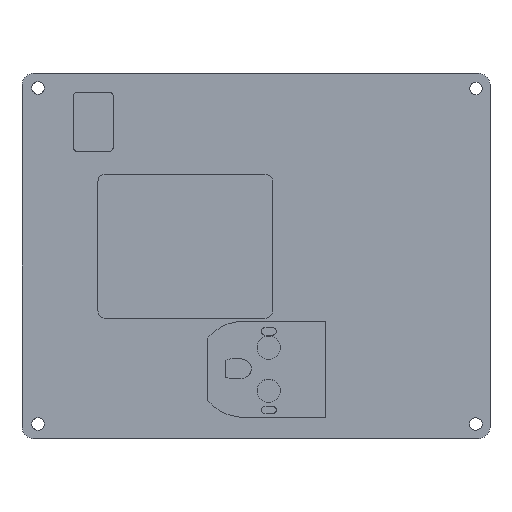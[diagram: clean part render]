
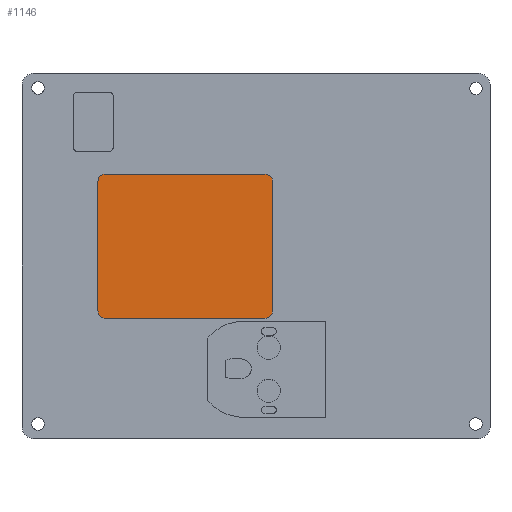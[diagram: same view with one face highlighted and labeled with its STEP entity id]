
A CAD part, top view. The second image highlights one B-rep face of the part: STEP entity #1146.
In plain terms, the highlighted planar face has unit normal (0, 0, 1).
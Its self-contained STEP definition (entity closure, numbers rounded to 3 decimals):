
#53=PLANE('',#1262);
#100=FACE_OUTER_BOUND('',#179,.T.);
#179=EDGE_LOOP('',(#859,#860,#861,#862,#863,#864,#865,#866));
#283=LINE('',#1851,#377);
#284=LINE('',#1855,#378);
#285=LINE('',#1859,#379);
#286=LINE('',#1862,#380);
#377=VECTOR('',#1482,10.);
#378=VECTOR('',#1485,10.);
#379=VECTOR('',#1488,10.);
#380=VECTOR('',#1491,10.);
#469=CIRCLE('',#1263,2.);
#470=CIRCLE('',#1264,2.);
#471=CIRCLE('',#1265,2.);
#472=CIRCLE('',#1266,2.);
#553=VERTEX_POINT('',#1847);
#554=VERTEX_POINT('',#1848);
#555=VERTEX_POINT('',#1850);
#556=VERTEX_POINT('',#1852);
#557=VERTEX_POINT('',#1854);
#558=VERTEX_POINT('',#1856);
#559=VERTEX_POINT('',#1858);
#560=VERTEX_POINT('',#1860);
#673=EDGE_CURVE('',#553,#554,#469,.T.);
#674=EDGE_CURVE('',#555,#553,#283,.T.);
#675=EDGE_CURVE('',#556,#555,#470,.T.);
#676=EDGE_CURVE('',#557,#556,#284,.T.);
#677=EDGE_CURVE('',#558,#557,#471,.T.);
#678=EDGE_CURVE('',#559,#558,#285,.T.);
#679=EDGE_CURVE('',#560,#559,#472,.T.);
#680=EDGE_CURVE('',#554,#560,#286,.T.);
#859=ORIENTED_EDGE('',*,*,#673,.F.);
#860=ORIENTED_EDGE('',*,*,#674,.F.);
#861=ORIENTED_EDGE('',*,*,#675,.F.);
#862=ORIENTED_EDGE('',*,*,#676,.F.);
#863=ORIENTED_EDGE('',*,*,#677,.F.);
#864=ORIENTED_EDGE('',*,*,#678,.F.);
#865=ORIENTED_EDGE('',*,*,#679,.F.);
#866=ORIENTED_EDGE('',*,*,#680,.F.);
#1146=ADVANCED_FACE('',(#100),#53,.F.);
#1262=AXIS2_PLACEMENT_3D('',#1846,#1478,#1479);
#1263=AXIS2_PLACEMENT_3D('',#1849,#1480,#1481);
#1264=AXIS2_PLACEMENT_3D('',#1853,#1483,#1484);
#1265=AXIS2_PLACEMENT_3D('',#1857,#1486,#1487);
#1266=AXIS2_PLACEMENT_3D('',#1861,#1489,#1490);
#1478=DIRECTION('center_axis',(0.,0.,-1.));
#1479=DIRECTION('ref_axis',(-1.,0.,0.));
#1480=DIRECTION('center_axis',(0.,0.,-1.));
#1481=DIRECTION('ref_axis',(0.707,-0.707,0.));
#1482=DIRECTION('',(0.,-1.,0.));
#1483=DIRECTION('center_axis',(0.,0.,-1.));
#1484=DIRECTION('ref_axis',(0.707,0.707,0.));
#1485=DIRECTION('',(1.,0.,0.));
#1486=DIRECTION('center_axis',(0.,0.,-1.));
#1487=DIRECTION('ref_axis',(-0.707,0.707,0.));
#1488=DIRECTION('',(0.,1.,0.));
#1489=DIRECTION('center_axis',(0.,0.,-1.));
#1490=DIRECTION('ref_axis',(-0.707,-0.707,0.));
#1491=DIRECTION('',(-1.,0.,0.));
#1846=CARTESIAN_POINT('Origin',(276.1,-133.,-6.5));
#1847=CARTESIAN_POINT('',(299.1,-142.5,-6.5));
#1848=CARTESIAN_POINT('',(297.1,-144.5,-6.5));
#1849=CARTESIAN_POINT('Origin',(297.1,-142.5,-6.5));
#1850=CARTESIAN_POINT('',(299.1,-108.5,-6.5));
#1851=CARTESIAN_POINT('',(299.1,-124.25,-6.5));
#1852=CARTESIAN_POINT('',(297.1,-106.5,-6.5));
#1853=CARTESIAN_POINT('Origin',(297.1,-108.5,-6.5));
#1854=CARTESIAN_POINT('',(255.1,-106.5,-6.5));
#1855=CARTESIAN_POINT('',(266.1,-106.5,-6.5));
#1856=CARTESIAN_POINT('',(253.1,-108.5,-6.5));
#1857=CARTESIAN_POINT('Origin',(255.1,-108.5,-6.5));
#1858=CARTESIAN_POINT('',(253.1,-142.5,-6.5));
#1859=CARTESIAN_POINT('',(253.1,-141.75,-6.5));
#1860=CARTESIAN_POINT('',(255.1,-144.5,-6.5));
#1861=CARTESIAN_POINT('Origin',(255.1,-142.5,-6.5));
#1862=CARTESIAN_POINT('',(286.1,-144.5,-6.5));
